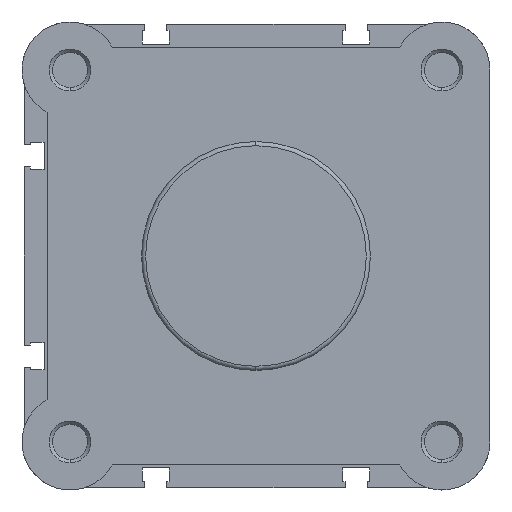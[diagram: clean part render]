
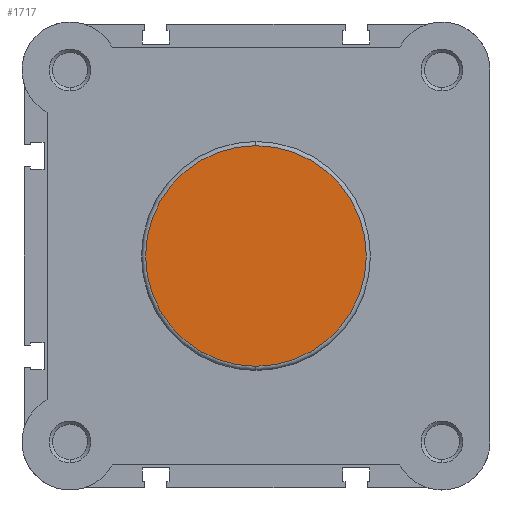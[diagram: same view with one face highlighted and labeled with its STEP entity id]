
A CAD part, left-side view. The second image highlights one B-rep face of the part: STEP entity #1717.
In plain terms, the highlighted planar face has unit normal (-1, 0, 0).
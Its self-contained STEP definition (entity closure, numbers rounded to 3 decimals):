
#76 = FACE_OUTER_BOUND ( 'NONE', #1440, .T. ) ;
#1129 = ORIENTED_EDGE ( 'NONE', *, *, #1842, .T. ) ;
#1130 = ORIENTED_EDGE ( 'NONE', *, *, #1881, .T. ) ;
#1440 = EDGE_LOOP ( 'NONE', ( #1129, #1130 ) ) ;
#1717 = ADVANCED_FACE ( 'NONE', ( #76 ), #6489, .F. ) ;
#1842 = EDGE_CURVE ( 'NONE', #5948, #5947, #4158, .T. ) ;
#1881 = EDGE_CURVE ( 'NONE', #5947, #5948, #4221, .T. ) ;
#2495 = AXIS2_PLACEMENT_3D ( 'NONE', #6492, #6498, #6499 ) ;
#2632 = AXIS2_PLACEMENT_3D ( 'NONE', #3064, #3065, #3066 ) ;
#2648 = AXIS2_PLACEMENT_3D ( 'NONE', #3160, #3171, #3172 ) ;
#3064 = CARTESIAN_POINT ( 'NONE',  ( 0., 0., 0. ) ) ;
#3065 = DIRECTION ( 'NONE',  ( -1., 0., 0. ) ) ;
#3066 = DIRECTION ( 'NONE',  ( 0., 0., -1. ) ) ;
#3160 = CARTESIAN_POINT ( 'NONE',  ( 0., 0., 0. ) ) ;
#3171 = DIRECTION ( 'NONE',  ( -1., 0., 0. ) ) ;
#3172 = DIRECTION ( 'NONE',  ( 0., 0., -1. ) ) ;
#4158 = CIRCLE ( 'NONE', #2632, 26.4 ) ;
#4221 = CIRCLE ( 'NONE', #2648, 26.4 ) ;
#5517 = CARTESIAN_POINT ( 'NONE',  ( 0., 0., 26.4 ) ) ;
#5518 = CARTESIAN_POINT ( 'NONE',  ( 0., 0., -26.4 ) ) ;
#5947 = VERTEX_POINT ( 'NONE', #5517 ) ;
#5948 = VERTEX_POINT ( 'NONE', #5518 ) ;
#6489 = PLANE ( 'NONE',  #2495 ) ;
#6492 = CARTESIAN_POINT ( 'NONE',  ( 0., 27.4, 0. ) ) ;
#6498 = DIRECTION ( 'NONE',  ( 1., 0., 0. ) ) ;
#6499 = DIRECTION ( 'NONE',  ( 0., 0., -1. ) ) ;
